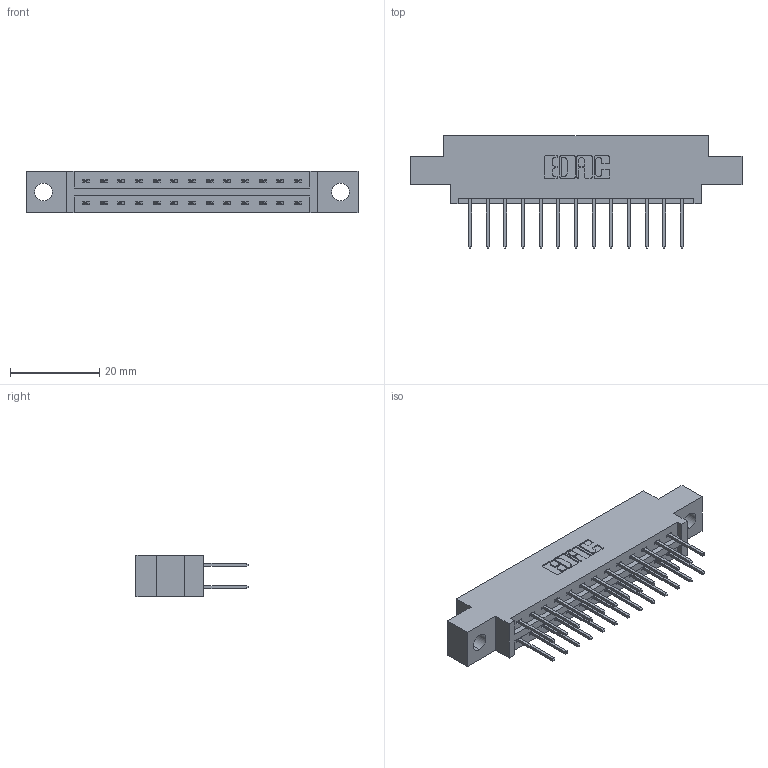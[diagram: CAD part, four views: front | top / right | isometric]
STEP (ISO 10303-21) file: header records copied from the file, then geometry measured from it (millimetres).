
FILE_DESCRIPTION (( 'STEP AP203' ), '1' );
FILE_NAME ('337-026-523-804.STEP', '2018-08-06T04:40:21', ( '' ), ( '' ), 'SwSTEP 2.0', 'SolidWorks 2016', '' );
FILE_SCHEMA (( 'CONFIG_CONTROL_DESIGN' ));
Length unit declared in the file: inch
Products named in the file (3): 337-026-523-804; 337 Part_0.170 Offset - 0.156 Dia-TH; 345-292-001_345-293-123
Assembly tree (27 placements, depth 2):
  337-026-523-804
    337 Part_0.170 Offset - 0.156 Dia-TH
    345-292-001_345-293-123  x26
Bounding box: 74.52 x 25.15 x 9.4 mm (x, y, z)
Volume: 7315.8 mm3; surface area: 8147.3 mm2
Topology: 27 solids, 27 shells, 1522 faces, 4509 edges, 2970 vertices
Faces by surface type: plane 1062, cylinder 460
Entity records: 13983 total; most frequent: CARTESIAN_POINT 2382, ORIENTED_EDGE 2318, DIRECTION 2079, EDGE_CURVE 1159, LINE 1031, VECTOR 1031, VERTEX_POINT 770, AXIS2_PLACEMENT_3D 524
